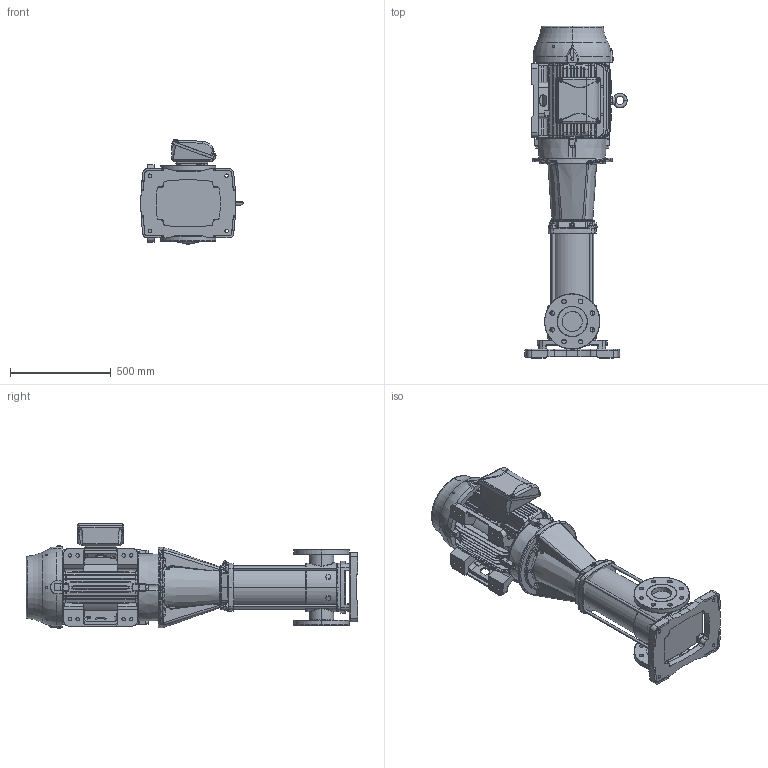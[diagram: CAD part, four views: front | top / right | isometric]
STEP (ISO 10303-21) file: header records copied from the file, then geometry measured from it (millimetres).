
FILE_DESCRIPTION (( 'STEP AP203' ), '1' );
FILE_NAME ('3303169 - MVI-750-2_1-50 HP-326TSC-304-E-230_460~3.step', '2022-03-30T20:23:08', ( '' ), ( '' ), 'SwSTEP 2.0', 'SolidWorks 2021', '' );
FILE_SCHEMA (( 'CONFIG_CONTROL_DESIGN' ));
Length unit declared in the file: inch
Products named in the file (5): 3303169 - MVI-750-2_1-50 HP-326TSC-304-E-230_460~3; SBI(N)150-2-1; 2704073 - NEMA V2 50HP 324_6TSC 230_460~3 TEFC; MVI PEO - [304-EPDM]_3304169 - MVI-750-2_1-50 HP-326TSC-304-E-S; TEFC MOTOR_2704073 - NEMA V2 50HP 324_6TSC 230_460~3 TEFC
Assembly tree (4 placements, depth 3):
  3303169 - MVI-750-2_1-50 HP-326TSC-304-E-230_460~3
    MVI PEO - [304-EPDM]_3304169 - MVI-750-2_1-50 HP-326TSC-304-E-S
      SBI(N)150-2-1
    TEFC MOTOR_2704073 - NEMA V2 50HP 324_6TSC 230_460~3 TEFC
      2704073 - NEMA V2 50HP 324_6TSC 230_460~3 TEFC
Bounding box: 508.56 x 1650.41 x 525.98 mm (x, y, z)
Volume: 120572216 mm3; surface area: 4389082.3 mm2
Topology: 8 solids, 21 shells, 3175 faces, 8590 edges, 5533 vertices
Faces by surface type: cylinder 1095, plane 1000, bspline 753, cone 233, torus 92, sphere 2
Entity records: 158841 total; most frequent: CARTESIAN_POINT 86486, ORIENTED_EDGE 17066, DIRECTION 12350, EDGE_CURVE 8533, VERTEX_POINT 5532, AXIS2_PLACEMENT_3D 4806, EDGE_LOOP 3399, ADVANCED_FACE 3175
